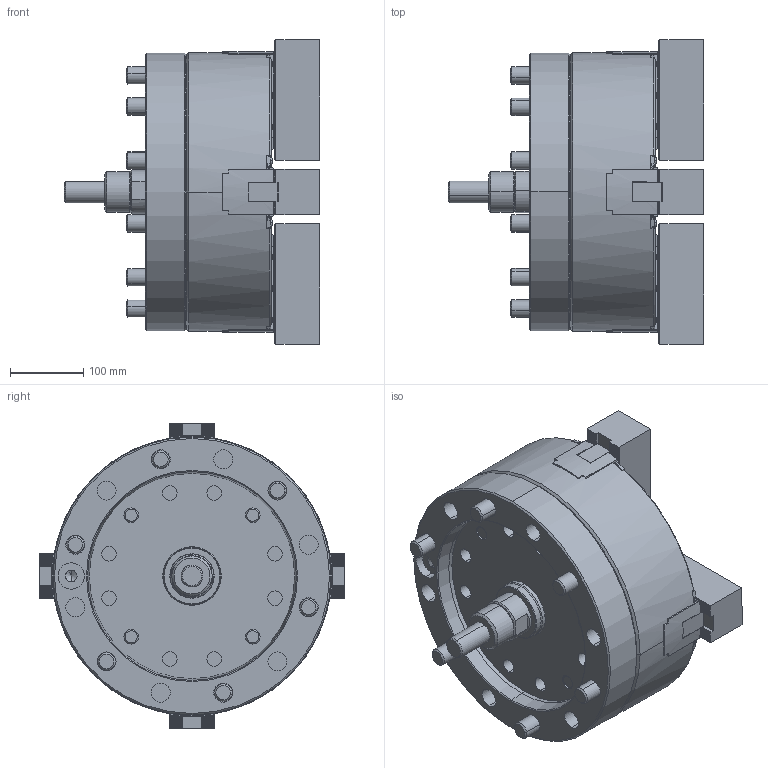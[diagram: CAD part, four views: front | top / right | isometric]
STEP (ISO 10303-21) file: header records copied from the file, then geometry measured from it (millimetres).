
FILE_DESCRIPTION (( 'STEP AP203' ), '1' );
FILE_NAME ('CF-4V-15A15.STEP', '2019-08-02T07:45:00', ( '' ), ( '' ), 'SwSTEP 2.0', 'SolidWorks 2016', '' );
FILE_SCHEMA (( 'CONFIG_CONTROL_DESIGN' ));
Length unit declared in the file: millimetre
Products named in the file (20): 3P-15連接管螺栓; CF-4V-15-06000; CF-3P-15-06000; CF-3V-15-05010; CF-3P-15-05000; 半圓頭六角孔螺栓_M6x12; CF-3V-15-09000; 圓頭內六角螺栓_M5x12; CF-4V-15-01000; 圓頭內六角螺栓_M24x55; 半圓頭六角孔螺栓_M5x12; CF-4V-15-02000; 圓頭內六角螺栓_M20x120; 3V-15T形塊; CF-4V-15-03000; CF-4V-15A15; SJ-15P; CF-4V-15-04000; 圓頭內六角螺栓_M20x55; CF-4V-15-05000
Assembly tree (88 placements, depth 2):
  CF-4V-15A15
    CF-4V-15-01000
    CF-4V-15-02000
    CF-4V-15-03000  x4
    CF-4V-15-04000
    CF-4V-15-05000  x4
    CF-4V-15-06000  x4
    CF-3V-15-05010  x4
    半圓頭六角孔螺栓_M6x12  x4
    圓頭內六角螺栓_M5x12  x8
    半圓頭六角孔螺栓_M5x12  x27
    3V-15T形塊  x4
    SJ-15P  x4
    圓頭內六角螺栓_M20x55  x8
    3P-15連接管螺栓
    CF-3P-15-06000
    CF-3P-15-05000
    CF-3V-15-09000
    圓頭內六角螺栓_M24x55  x6
    圓頭內六角螺栓_M20x120  x4
Bounding box: 349.2 x 416.5 x 416.5 mm (x, y, z)
Volume: 19273159 mm3; surface area: 1858817.2 mm2
Topology: 96 solids, 96 shells, 8838 faces, 24543 edges, 15962 vertices
Faces by surface type: plane 6203, cylinder 2129, cone 432, torus 74
Entity records: 81820 total; most frequent: CARTESIAN_POINT 16392, ORIENTED_EDGE 13512, DIRECTION 12012, EDGE_CURVE 6756, LINE 4840, VECTOR 4840, VERTEX_POINT 4430, AXIS2_PLACEMENT_3D 3586
